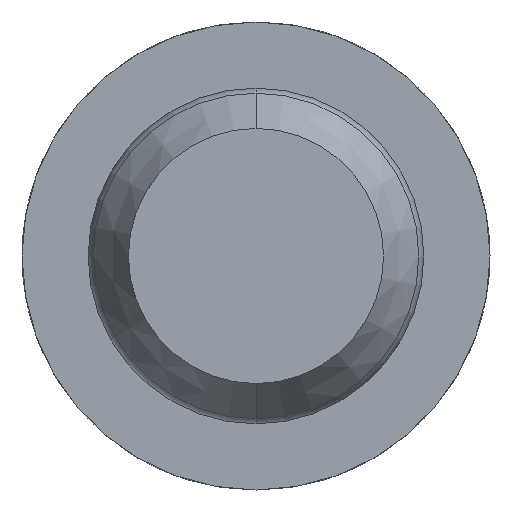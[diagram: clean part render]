
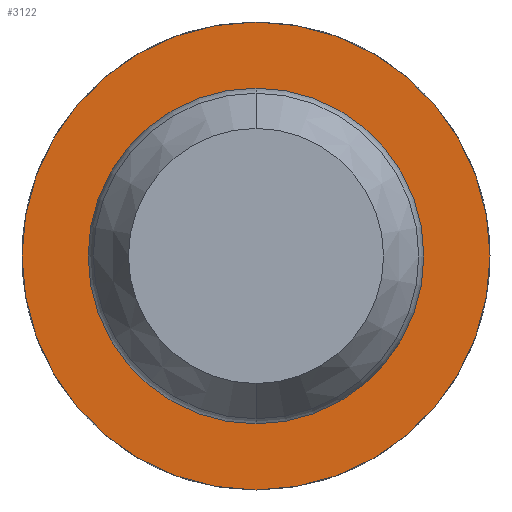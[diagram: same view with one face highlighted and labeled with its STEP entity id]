
A CAD part, front view. The second image highlights one B-rep face of the part: STEP entity #3122.
In plain terms, the highlighted planar face has unit normal (0, -1, 0).
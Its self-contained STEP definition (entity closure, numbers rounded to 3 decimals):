
#18 = CARTESIAN_POINT ( 'NONE',  ( 0., -10.5, -1.15 ) ) ;
#157 = AXIS2_PLACEMENT_3D ( 'NONE', #2566, #3454, #4072 ) ;
#184 = CIRCLE ( 'NONE', #3721, 0.825 ) ;
#273 = CARTESIAN_POINT ( 'NONE',  ( 0., -10.5, 0. ) ) ;
#375 = DIRECTION ( 'NONE',  ( 0., 1., 0. ) ) ;
#539 = AXIS2_PLACEMENT_3D ( 'NONE', #273, #1289, #1908 ) ;
#653 = CARTESIAN_POINT ( 'NONE',  ( 1.15, -10.5, 0. ) ) ;
#701 = CARTESIAN_POINT ( 'NONE',  ( 0., -10.5, 0.825 ) ) ;
#786 = ORIENTED_EDGE ( 'NONE', *, *, #2335, .T. ) ;
#835 = ORIENTED_EDGE ( 'NONE', *, *, #1956, .T. ) ;
#937 = DIRECTION ( 'NONE',  ( 0., 0., 1. ) ) ;
#995 = CIRCLE ( 'NONE', #3559, 0.825 ) ;
#996 = DIRECTION ( 'NONE',  ( 0., 1., 0. ) ) ;
#1067 = CARTESIAN_POINT ( 'NONE',  ( 0., -10.5, 0. ) ) ;
#1242 = EDGE_LOOP ( 'NONE', ( #2415, #1421 ) ) ;
#1288 = FACE_OUTER_BOUND ( 'NONE', #1242, .T. ) ;
#1289 = DIRECTION ( 'NONE',  ( 0., 1., 0. ) ) ;
#1321 = CARTESIAN_POINT ( 'NONE',  ( 0., -10.5, 0. ) ) ;
#1421 = ORIENTED_EDGE ( 'NONE', *, *, #1453, .F. ) ;
#1453 = EDGE_CURVE ( 'NONE', #3232, #2165, #2940, .T. ) ;
#1908 = DIRECTION ( 'NONE',  ( 0., 0., 1. ) ) ;
#1956 = EDGE_CURVE ( 'NONE', #3309, #3044, #995, .T. ) ;
#2106 = CARTESIAN_POINT ( 'NONE',  ( 0., -10.5, -0.825 ) ) ;
#2165 = VERTEX_POINT ( 'NONE', #2950 ) ;
#2335 = EDGE_CURVE ( 'NONE', #3044, #3309, #184, .T. ) ;
#2415 = ORIENTED_EDGE ( 'NONE', *, *, #2634, .F. ) ;
#2566 = CARTESIAN_POINT ( 'NONE',  ( 0., -10.5, 0. ) ) ;
#2570 = DIRECTION ( 'NONE',  ( 0., 0., 1. ) ) ;
#2634 = EDGE_CURVE ( 'NONE', #2165, #3232, #3951, .T. ) ;
#2876 = DIRECTION ( 'NONE',  ( 0., 1., 0. ) ) ;
#2940 = CIRCLE ( 'NONE', #157, 1.15 ) ;
#2950 = CARTESIAN_POINT ( 'NONE',  ( 0., -10.5, 1.15 ) ) ;
#3044 = VERTEX_POINT ( 'NONE', #2106 ) ;
#3122 = ADVANCED_FACE ( 'NONE', ( #1288, #4046 ), #3526, .F. ) ;
#3232 = VERTEX_POINT ( 'NONE', #18 ) ;
#3309 = VERTEX_POINT ( 'NONE', #701 ) ;
#3371 = AXIS2_PLACEMENT_3D ( 'NONE', #653, #996, #2570 ) ;
#3436 = EDGE_LOOP ( 'NONE', ( #835, #786 ) ) ;
#3454 = DIRECTION ( 'NONE',  ( 0., 1., 0. ) ) ;
#3526 = PLANE ( 'NONE',  #3371 ) ;
#3531 = DIRECTION ( 'NONE',  ( 0., 0., 1. ) ) ;
#3559 = AXIS2_PLACEMENT_3D ( 'NONE', #1067, #2876, #937 ) ;
#3721 = AXIS2_PLACEMENT_3D ( 'NONE', #1321, #375, #3531 ) ;
#3951 = CIRCLE ( 'NONE', #539, 1.15 ) ;
#4046 = FACE_BOUND ( 'NONE', #3436, .T. ) ;
#4072 = DIRECTION ( 'NONE',  ( 0., 0., 1. ) ) ;
